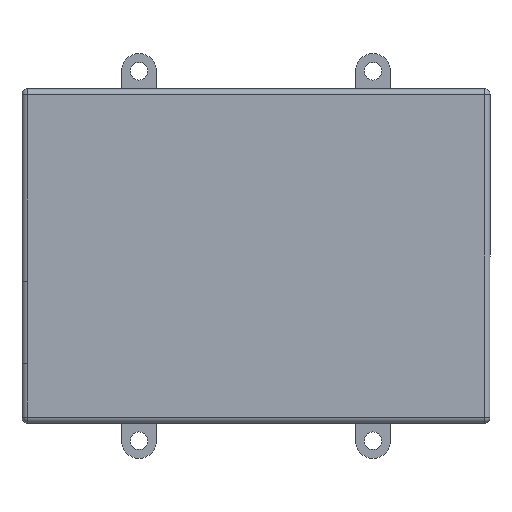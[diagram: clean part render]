
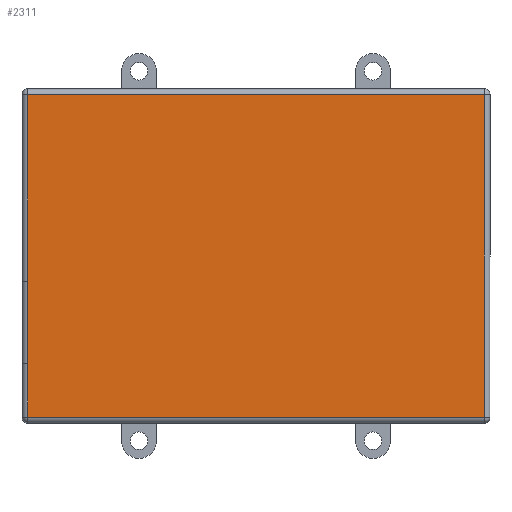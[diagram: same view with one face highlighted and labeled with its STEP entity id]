
A CAD part, front view. The second image highlights one B-rep face of the part: STEP entity #2311.
In plain terms, the highlighted planar face has unit normal (0, -1, 0).
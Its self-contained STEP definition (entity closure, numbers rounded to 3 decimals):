
#54 = VECTOR ( 'NONE', #3052, 1000. ) ;
#60 = CARTESIAN_POINT ( 'NONE',  ( 0., -2., 0. ) ) ;
#96 = CARTESIAN_POINT ( 'NONE',  ( 38.9, -2., 27.5 ) ) ;
#152 = DIRECTION ( 'NONE',  ( 1., 0., 0. ) ) ;
#217 = EDGE_CURVE ( 'NONE', #308, #2450, #2749, .T. ) ;
#277 = VERTEX_POINT ( 'NONE', #96 ) ;
#308 = VERTEX_POINT ( 'NONE', #1083 ) ;
#388 = VECTOR ( 'NONE', #152, 1000. ) ;
#582 = VECTOR ( 'NONE', #1630, 1000. ) ;
#670 = LINE ( 'NONE', #1618, #2600 ) ;
#689 = EDGE_CURVE ( 'NONE', #2450, #883, #1511, .T. ) ;
#764 = VERTEX_POINT ( 'NONE', #2578 ) ;
#837 = DIRECTION ( 'NONE',  ( 0., 0., -1. ) ) ;
#858 = CARTESIAN_POINT ( 'NONE',  ( 0., -2., 27.5 ) ) ;
#883 = VERTEX_POINT ( 'NONE', #1172 ) ;
#894 = CARTESIAN_POINT ( 'NONE',  ( -38.9, -2., -4.3 ) ) ;
#967 = EDGE_CURVE ( 'NONE', #764, #277, #670, .T. ) ;
#1024 = ORIENTED_EDGE ( 'NONE', *, *, #3102, .T. ) ;
#1083 = CARTESIAN_POINT ( 'NONE',  ( -38.9, -2., 27.5 ) ) ;
#1092 = PLANE ( 'NONE',  #1333 ) ;
#1172 = CARTESIAN_POINT ( 'NONE',  ( -38.9, -2., -18.3 ) ) ;
#1182 = EDGE_CURVE ( 'NONE', #1668, #764, #1727, .T. ) ;
#1279 = DIRECTION ( 'NONE',  ( 0., 0., -1. ) ) ;
#1333 = AXIS2_PLACEMENT_3D ( 'NONE', #60, #2082, #837 ) ;
#1363 = VECTOR ( 'NONE', #2119, 1000. ) ;
#1511 = LINE ( 'NONE', #2780, #1704 ) ;
#1618 = CARTESIAN_POINT ( 'NONE',  ( 38.9, -2., 0. ) ) ;
#1630 = DIRECTION ( 'NONE',  ( 0., 0., -1. ) ) ;
#1668 = VERTEX_POINT ( 'NONE', #2982 ) ;
#1699 = ORIENTED_EDGE ( 'NONE', *, *, #3205, .T. ) ;
#1704 = VECTOR ( 'NONE', #1279, 1000. ) ;
#1727 = LINE ( 'NONE', #3226, #388 ) ;
#2041 = CARTESIAN_POINT ( 'NONE',  ( -38.9, -2., 0. ) ) ;
#2060 = ORIENTED_EDGE ( 'NONE', *, *, #967, .T. ) ;
#2082 = DIRECTION ( 'NONE',  ( 0., -1., 0. ) ) ;
#2119 = DIRECTION ( 'NONE',  ( -1., 0., 0. ) ) ;
#2311 = ADVANCED_FACE ( 'NONE', ( #3116 ), #1092, .T. ) ;
#2368 = LINE ( 'NONE', #858, #1363 ) ;
#2450 = VERTEX_POINT ( 'NONE', #894 ) ;
#2578 = CARTESIAN_POINT ( 'NONE',  ( 38.9, -2., -27.5 ) ) ;
#2600 = VECTOR ( 'NONE', #2889, 1000. ) ;
#2619 = EDGE_LOOP ( 'NONE', ( #3115, #3214, #1699, #2865, #2060, #1024 ) ) ;
#2633 = LINE ( 'NONE', #2686, #582 ) ;
#2686 = CARTESIAN_POINT ( 'NONE',  ( -38.9, -2., 0. ) ) ;
#2749 = LINE ( 'NONE', #2041, #54 ) ;
#2780 = CARTESIAN_POINT ( 'NONE',  ( -38.9, -2., 0. ) ) ;
#2865 = ORIENTED_EDGE ( 'NONE', *, *, #1182, .T. ) ;
#2889 = DIRECTION ( 'NONE',  ( 0., 0., 1. ) ) ;
#2982 = CARTESIAN_POINT ( 'NONE',  ( -38.9, -2., -27.5 ) ) ;
#3052 = DIRECTION ( 'NONE',  ( 0., 0., -1. ) ) ;
#3102 = EDGE_CURVE ( 'NONE', #277, #308, #2368, .T. ) ;
#3115 = ORIENTED_EDGE ( 'NONE', *, *, #217, .T. ) ;
#3116 = FACE_OUTER_BOUND ( 'NONE', #2619, .T. ) ;
#3205 = EDGE_CURVE ( 'NONE', #883, #1668, #2633, .T. ) ;
#3214 = ORIENTED_EDGE ( 'NONE', *, *, #689, .T. ) ;
#3226 = CARTESIAN_POINT ( 'NONE',  ( 0., -2., -27.5 ) ) ;
